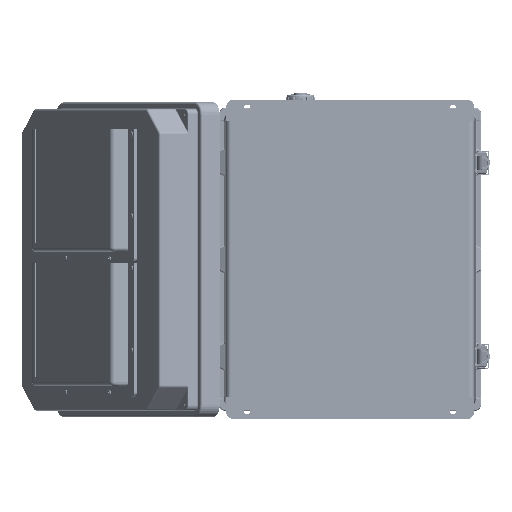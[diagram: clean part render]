
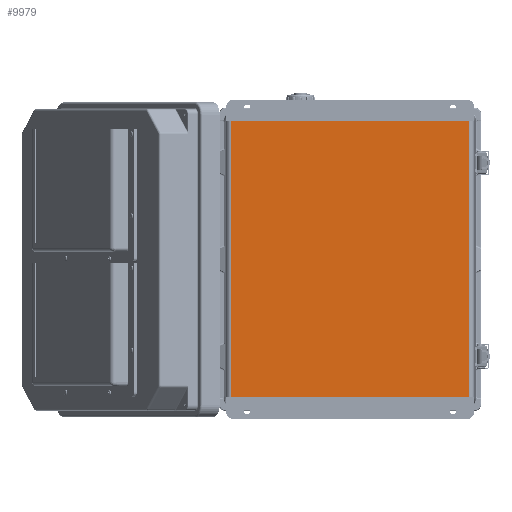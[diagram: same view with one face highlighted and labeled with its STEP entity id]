
A CAD part, front view. The second image highlights one B-rep face of the part: STEP entity #9979.
In plain terms, the highlighted planar face has unit normal (0, -1, 0).
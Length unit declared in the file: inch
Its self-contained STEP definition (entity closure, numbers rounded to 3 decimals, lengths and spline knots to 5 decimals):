
#823 = CARTESIAN_POINT ( 'NONE',  ( 5.78771, 0.05906, -1.04331 ) ) ;
#9979 = ADVANCED_FACE ( 'NONE', ( #122796 ), #105666, .F. ) ;
#10228 = EDGE_CURVE ( 'NONE', #72798, #122253, #116131, .T. ) ;
#13524 = ORIENTED_EDGE ( 'NONE', *, *, #126095, .T. ) ;
#16561 = LINE ( 'NONE', #57442, #125258 ) ;
#17706 = ORIENTED_EDGE ( 'NONE', *, *, #10228, .T. ) ;
#23892 = CARTESIAN_POINT ( 'NONE',  ( 6.11811, 0.05906, -1.04331 ) ) ;
#24018 = EDGE_CURVE ( 'NONE', #67455, #122253, #91628, .T. ) ;
#42200 = DIRECTION ( 'NONE',  ( 0., 0., 1. ) ) ;
#47147 = DIRECTION ( 'NONE',  ( -1., 0., 0. ) ) ;
#54604 = DIRECTION ( 'NONE',  ( 0., 0., 1. ) ) ;
#56584 = AXIS2_PLACEMENT_3D ( 'NONE', #23892, #116005, #54604 ) ;
#57442 = CARTESIAN_POINT ( 'NONE',  ( 6.11811, 0.05906, -14.4685 ) ) ;
#58536 = CARTESIAN_POINT ( 'NONE',  ( -5.78771, 0.05906, -1.04331 ) ) ;
#65661 = LINE ( 'NONE', #103513, #66476 ) ;
#66476 = VECTOR ( 'NONE', #42200, 39.37008 ) ;
#67455 = VERTEX_POINT ( 'NONE', #126405 ) ;
#67590 = DIRECTION ( 'NONE',  ( -1., 0., 0. ) ) ;
#72798 = VERTEX_POINT ( 'NONE', #823 ) ;
#82421 = CARTESIAN_POINT ( 'NONE',  ( 5.78771, 0.05906, -14.4685 ) ) ;
#88174 = CARTESIAN_POINT ( 'NONE',  ( 6.11811, 0.05906, -1.04331 ) ) ;
#91318 = VECTOR ( 'NONE', #109566, 39.37008 ) ;
#91628 = LINE ( 'NONE', #58536, #91318 ) ;
#93321 = ORIENTED_EDGE ( 'NONE', *, *, #24018, .F. ) ;
#95165 = VERTEX_POINT ( 'NONE', #82421 ) ;
#103513 = CARTESIAN_POINT ( 'NONE',  ( 5.78771, 0.05906, -1.04331 ) ) ;
#105666 = PLANE ( 'NONE',  #56584 ) ;
#109566 = DIRECTION ( 'NONE',  ( 0., 0., 1. ) ) ;
#112678 = EDGE_CURVE ( 'NONE', #95165, #67455, #16561, .T. ) ;
#115151 = VECTOR ( 'NONE', #67590, 39.37008 ) ;
#116005 = DIRECTION ( 'NONE',  ( 0., 1., 0. ) ) ;
#116131 = LINE ( 'NONE', #88174, #115151 ) ;
#116266 = EDGE_LOOP ( 'NONE', ( #93321, #126865, #13524, #17706 ) ) ;
#121694 = CARTESIAN_POINT ( 'NONE',  ( -5.78771, 0.05906, -1.04331 ) ) ;
#122253 = VERTEX_POINT ( 'NONE', #121694 ) ;
#122796 = FACE_OUTER_BOUND ( 'NONE', #116266, .T. ) ;
#125258 = VECTOR ( 'NONE', #47147, 39.37008 ) ;
#126095 = EDGE_CURVE ( 'NONE', #95165, #72798, #65661, .T. ) ;
#126405 = CARTESIAN_POINT ( 'NONE',  ( -5.78771, 0.05906, -14.4685 ) ) ;
#126865 = ORIENTED_EDGE ( 'NONE', *, *, #112678, .F. ) ;
